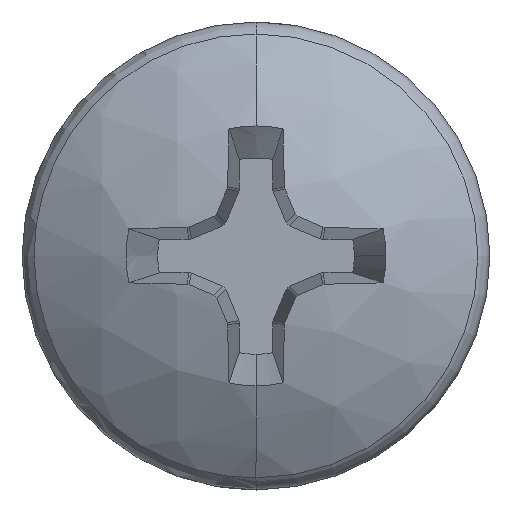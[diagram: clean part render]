
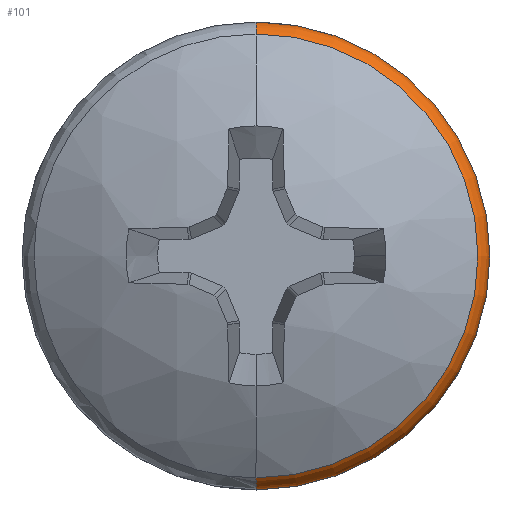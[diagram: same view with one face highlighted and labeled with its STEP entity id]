
A CAD part, top view. The second image highlights one B-rep face of the part: STEP entity #101.
In plain terms, the highlighted toroidal (fillet/blend) face has major radius 3.564 mm and minor radius 0.526 mm.
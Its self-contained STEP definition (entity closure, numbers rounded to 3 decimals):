
#49=AXIS2_PLACEMENT_3D('Torus Axis2P3D',#46,#47,#48) ;
#53=AXIS2_PLACEMENT_3D('Circle Axis2P3D',#51,#52,$) ;
#62=AXIS2_PLACEMENT_3D('Circle Axis2P3D',#60,#61,$) ;
#69=AXIS2_PLACEMENT_3D('Circle Axis2P3D',#67,#68,$) ;
#76=AXIS2_PLACEMENT_3D('Circle Axis2P3D',#74,#75,$) ;
#83=AXIS2_PLACEMENT_3D('Circle Axis2P3D',#81,#82,$) ;
#90=AXIS2_PLACEMENT_3D('Circle Axis2P3D',#88,#89,$) ;
#46=CARTESIAN_POINT('Axis2P3D Location',(0.,0.,45.655)) ;
#51=CARTESIAN_POINT('Axis2P3D Location',(0.,0.,45.655)) ;
#55=CARTESIAN_POINT('Vertex',(4.089,0.,45.655)) ;
#57=CARTESIAN_POINT('Vertex',(0.,4.089,45.655)) ;
#60=CARTESIAN_POINT('Axis2P3D Location',(0.,3.564,45.655)) ;
#64=CARTESIAN_POINT('Vertex',(0.,3.88,46.075)) ;
#67=CARTESIAN_POINT('Axis2P3D Location',(0.,0.,46.075)) ;
#71=CARTESIAN_POINT('Vertex',(3.88,0.,46.075)) ;
#74=CARTESIAN_POINT('Axis2P3D Location',(0.,0.,46.075)) ;
#78=CARTESIAN_POINT('Vertex',(0.,-3.88,46.075)) ;
#81=CARTESIAN_POINT('Axis2P3D Location',(0.,-3.564,45.655)) ;
#85=CARTESIAN_POINT('Vertex',(0.,-4.089,45.655)) ;
#88=CARTESIAN_POINT('Axis2P3D Location',(0.,0.,45.655)) ;
#47=DIRECTION('Axis2P3D Direction',(-0.,0.,1.)) ;
#48=DIRECTION('Axis2P3D XDirection',(0.,-1.,0.)) ;
#52=DIRECTION('Axis2P3D Direction',(0.,0.,1.)) ;
#61=DIRECTION('Axis2P3D Direction',(1.,0.,0.)) ;
#68=DIRECTION('Axis2P3D Direction',(0.,0.,1.)) ;
#75=DIRECTION('Axis2P3D Direction',(0.,0.,1.)) ;
#82=DIRECTION('Axis2P3D Direction',(-1.,0.,-0.)) ;
#89=DIRECTION('Axis2P3D Direction',(0.,0.,1.)) ;
#94=ORIENTED_EDGE('',*,*,#59,.T.) ;
#95=ORIENTED_EDGE('',*,*,#66,.T.) ;
#96=ORIENTED_EDGE('',*,*,#73,.F.) ;
#97=ORIENTED_EDGE('',*,*,#80,.F.) ;
#98=ORIENTED_EDGE('',*,*,#87,.F.) ;
#99=ORIENTED_EDGE('',*,*,#92,.T.) ;
#101=ADVANCED_FACE('Fillet1',(#100),#50,.T.) ;
#54=CIRCLE('generated circle',#53,4.089) ;
#63=CIRCLE('generated circle',#62,0.526) ;
#70=CIRCLE('generated circle',#69,3.88) ;
#77=CIRCLE('generated circle',#76,3.88) ;
#84=CIRCLE('generated circle',#83,0.526) ;
#91=CIRCLE('generated circle',#90,4.089) ;
#50=TOROIDAL_SURFACE('homeo Torus',#49,3.564,0.526) ;
#59=EDGE_CURVE('',#56,#58,#54,.T.) ;
#66=EDGE_CURVE('',#58,#65,#63,.T.) ;
#73=EDGE_CURVE('',#72,#65,#70,.T.) ;
#80=EDGE_CURVE('',#79,#72,#77,.T.) ;
#87=EDGE_CURVE('',#86,#79,#84,.T.) ;
#92=EDGE_CURVE('',#86,#56,#91,.T.) ;
#93=EDGE_LOOP('',(#94,#95,#96,#97,#98,#99)) ;
#100=FACE_OUTER_BOUND('',#93,.T.) ;
#56=VERTEX_POINT('',#55) ;
#58=VERTEX_POINT('',#57) ;
#65=VERTEX_POINT('',#64) ;
#72=VERTEX_POINT('',#71) ;
#79=VERTEX_POINT('',#78) ;
#86=VERTEX_POINT('',#85) ;
